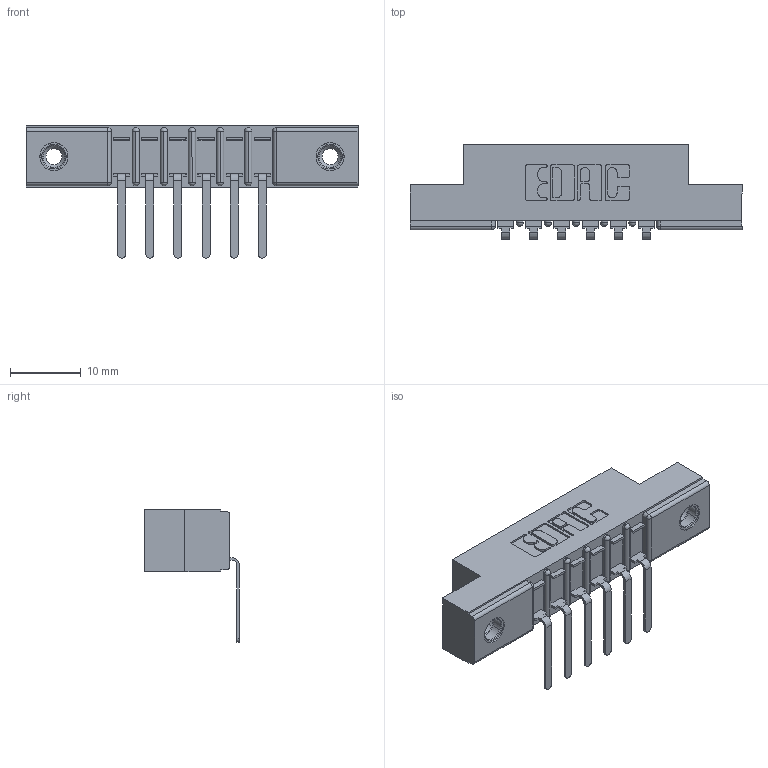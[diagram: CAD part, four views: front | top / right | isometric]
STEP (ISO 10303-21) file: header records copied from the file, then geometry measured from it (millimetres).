
FILE_DESCRIPTION (( 'STEP AP203' ), '1' );
FILE_NAME ('307-006-557-108.STEP', '2019-09-04T18:00:52', ( '' ), ( '' ), 'SwSTEP 2.0', 'SolidWorks 2016', '' );
FILE_SCHEMA (( 'CONFIG_CONTROL_DESIGN' ));
Length unit declared in the file: inch
Products named in the file (4): 307 Part_.156 Dia Mounting Holes; 307-290-002_557; 307-006-557-108; 345-250-001_345-250-003-102
Assembly tree (9 placements, depth 2):
  307-006-557-108
    307 Part_.156 Dia Mounting Holes
    307-290-002_557  x6
    345-250-001_345-250-003-102  x2
Bounding box: 46.79 x 13.32 x 18.67 mm (x, y, z)
Volume: 3090.1 mm3; surface area: 4848.3 mm2
Topology: 9 solids, 9 shells, 653 faces, 1923 edges, 1254 vertices
Faces by surface type: plane 384, cylinder 239, sphere 14, cone 12, torus 4
Entity records: 11621 total; most frequent: CARTESIAN_POINT 1935, ORIENTED_EDGE 1918, DIRECTION 1907, EDGE_CURVE 959, VECTOR 715, LINE 715, VERTEX_POINT 624, AXIS2_PLACEMENT_3D 596
